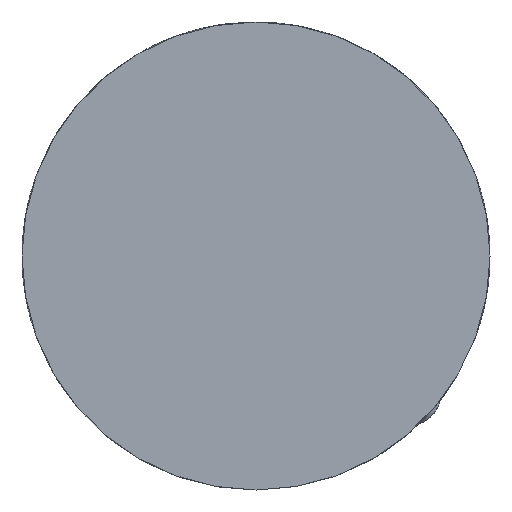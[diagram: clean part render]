
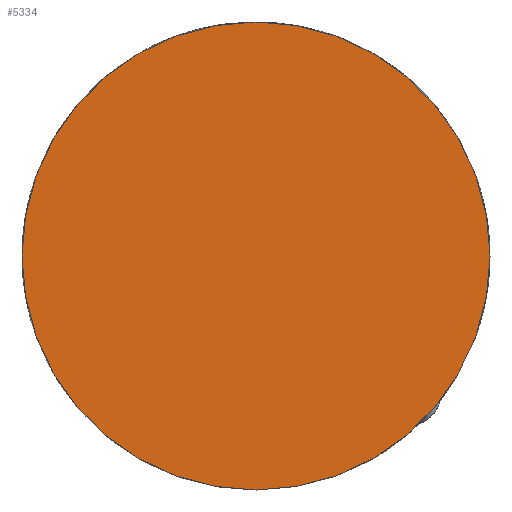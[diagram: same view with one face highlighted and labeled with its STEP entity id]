
A CAD part, front view. The second image highlights one B-rep face of the part: STEP entity #5334.
In plain terms, the highlighted planar face has unit normal (0, -1, 0).
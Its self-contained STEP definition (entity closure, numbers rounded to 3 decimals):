
#214 = AXIS2_PLACEMENT_3D ( 'NONE', #3175, #813, #4351 ) ;
#247 = PLANE ( 'NONE',  #214 ) ;
#265 = ORIENTED_EDGE ( 'NONE', *, *, #7448, .T. ) ;
#306 = CARTESIAN_POINT ( 'NONE',  ( 855., -20.5, 1397.7 ) ) ;
#356 = VERTEX_POINT ( 'NONE', #3477 ) ;
#368 = DIRECTION ( 'NONE',  ( 0., -1., 0. ) ) ;
#813 = DIRECTION ( 'NONE',  ( 0., 1., 0. ) ) ;
#1010 = CIRCLE ( 'NONE', #1550, 57.3 ) ;
#1550 = AXIS2_PLACEMENT_3D ( 'NONE', #3881, #368, #4471 ) ;
#1653 = ORIENTED_EDGE ( 'NONE', *, *, #4992, .T. ) ;
#2300 = VERTEX_POINT ( 'NONE', #306 ) ;
#2848 = CARTESIAN_POINT ( 'NONE',  ( 855., -20.5, 1455. ) ) ;
#3175 = CARTESIAN_POINT ( 'NONE',  ( 797.012, -20.5, 1397.012 ) ) ;
#3429 = DIRECTION ( 'NONE',  ( 0., 0., 1. ) ) ;
#3477 = CARTESIAN_POINT ( 'NONE',  ( 855., -20.5, 1512.3 ) ) ;
#3881 = CARTESIAN_POINT ( 'NONE',  ( 855., -20.5, 1455. ) ) ;
#4013 = EDGE_LOOP ( 'NONE', ( #1653, #265 ) ) ;
#4351 = DIRECTION ( 'NONE',  ( 0., 0., 1. ) ) ;
#4471 = DIRECTION ( 'NONE',  ( 0., 0., 1. ) ) ;
#4992 = EDGE_CURVE ( 'NONE', #356, #2300, #5605, .T. ) ;
#5334 = ADVANCED_FACE ( 'NONE', ( #6437 ), #247, .F. ) ;
#5605 = CIRCLE ( 'NONE', #6000, 57.3 ) ;
#6000 = AXIS2_PLACEMENT_3D ( 'NONE', #2848, #6930, #3429 ) ;
#6437 = FACE_OUTER_BOUND ( 'NONE', #4013, .T. ) ;
#6930 = DIRECTION ( 'NONE',  ( 0., -1., 0. ) ) ;
#7448 = EDGE_CURVE ( 'NONE', #2300, #356, #1010, .T. ) ;
